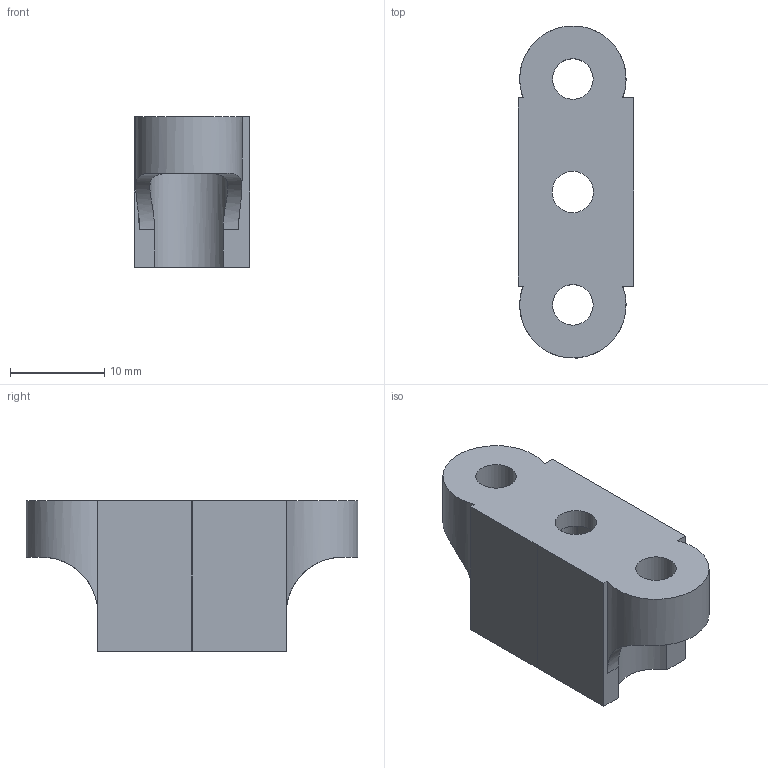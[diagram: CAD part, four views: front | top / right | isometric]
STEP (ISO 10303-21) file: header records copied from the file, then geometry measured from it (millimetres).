
FILE_DESCRIPTION(/* description */ (''),/* implementation_level */ '2;1');
FILE_NAME(/* name */ 'Motor housing.step',/* time_stamp */ '2025-12-06T17:38:17Z',/* author */ (''),/* organization */ (''),/* preprocessor_version */ 'ST-DEVELOPER v20.1',/* originating_system */ 'Autodesk Translation Framework v14.21.0.0',/* authorisation */ '');
FILE_SCHEMA (('AUTOMOTIVE_DESIGN { 1 0 10303 214 3 1 1 }'));
Length unit declared in the file: millimetre
Products named in the file (1): Motor housing
Bounding box: 12.31 x 35.27 x 16 mm (x, y, z)
Volume: 2571.5 mm3; surface area: 2726.5 mm2
Topology: 1 solids, 1 shells, 38 faces, 99 edges, 64 vertices
Faces by surface type: plane 18, cylinder 18, cone 2
Full cylindrical faces by diameter (mm): 0.8 x2, 4.3 x2, 4.4 x1
Entity records: 1316 total; most frequent: CARTESIAN_POINT 322, DIRECTION 201, ORIENTED_EDGE 198, EDGE_CURVE 99, AXIS2_PLACEMENT_3D 71, VERTEX_POINT 64, LINE 59, VECTOR 59
